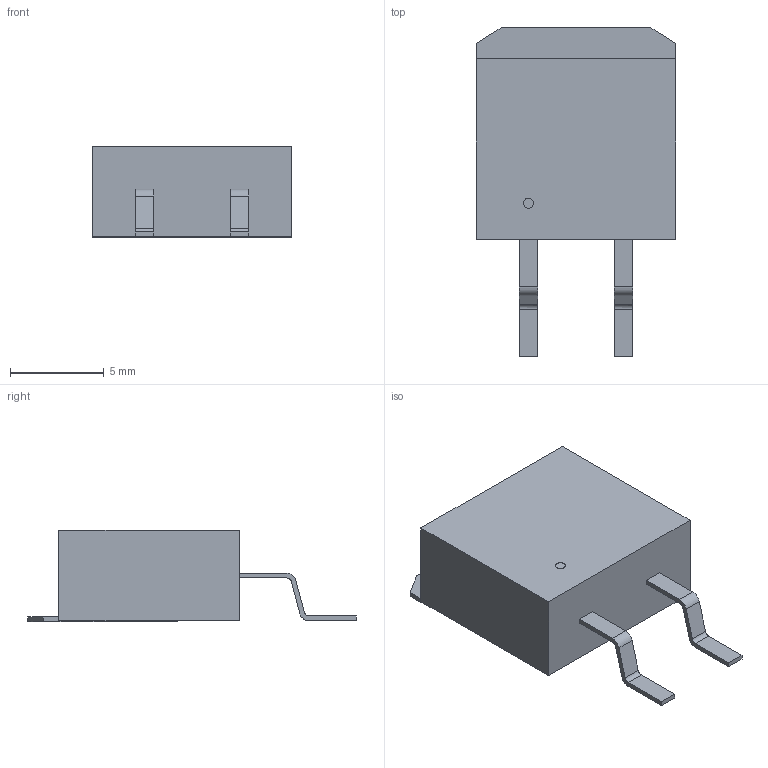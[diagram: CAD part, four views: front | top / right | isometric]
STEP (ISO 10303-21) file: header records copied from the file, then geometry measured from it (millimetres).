
FILE_DESCRIPTION (( 'STEP AP214' ), '1' );
FILE_NAME ('VS-6TQ045S-M3.STEP', '2024-02-12T03:49:54', ( '' ), ( '' ), 'SwSTEP 2.0', 'SolidWorks 2016', '' );
FILE_SCHEMA (( 'AUTOMOTIVE_DESIGN' ));
Length unit declared in the file: millimetre
Products named in the file (1): VS-6TQ045S-M3
Bounding box: 10.67 x 17.53 x 4.88 mm (x, y, z)
Volume: 508 mm3; surface area: 596.6 mm2
Topology: 5 solids, 5 shells, 54 faces, 132 edges, 88 vertices
Faces by surface type: plane 44, cylinder 10
Entity records: 1692 total; most frequent: CARTESIAN_POINT 377, ORIENTED_EDGE 264, DIRECTION 230, EDGE_CURVE 132, LINE 96, VECTOR 96, VERTEX_POINT 88, AXIS2_PLACEMENT_3D 67
